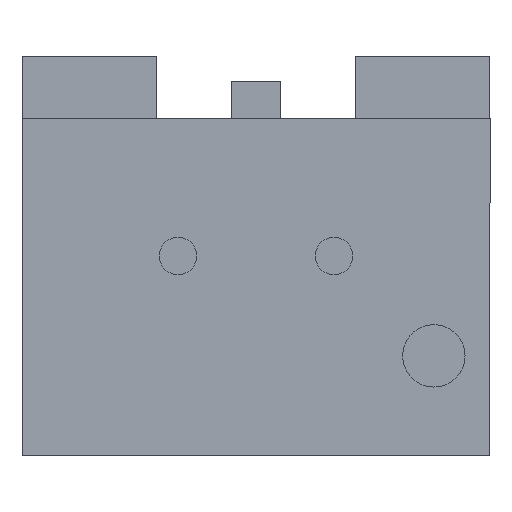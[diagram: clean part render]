
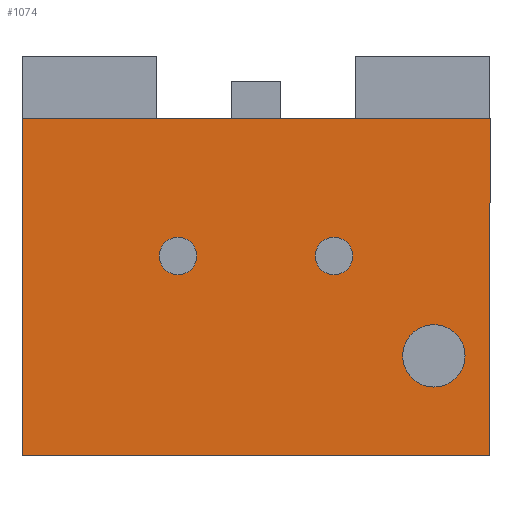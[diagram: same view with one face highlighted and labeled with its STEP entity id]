
A CAD part, front view. The second image highlights one B-rep face of the part: STEP entity #1074.
In plain terms, the highlighted planar face has unit normal (0, -1, 0).
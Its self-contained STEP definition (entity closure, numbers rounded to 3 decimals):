
#871 = CARTESIAN_POINT ( 'NONE',  ( 1.25, 0., 0. ) ) ;
#872 = AXIS2_PLACEMENT_3D ( 'NONE', #871, #879, #877 ) ;
#873 = CIRCLE ( 'NONE', #872, 0.3 ) ;
#877 = DIRECTION ( 'NONE',  ( 0., 0., 1. ) ) ;
#879 = DIRECTION ( 'NONE',  ( 0., -1., 0. ) ) ;
#884 = EDGE_LOOP ( 'NONE', ( #1243, #1088, #1079, #1075 ) ) ;
#888 = EDGE_CURVE ( 'NONE', #942, #943, #1338, .T. ) ;
#889 = ORIENTED_EDGE ( 'NONE', *, *, #888, .F. ) ;
#890 = ORIENTED_EDGE ( 'NONE', *, *, #924, .F. ) ;
#899 = EDGE_CURVE ( 'NONE', #900, #901, #1352, .T. ) ;
#900 = VERTEX_POINT ( 'NONE', #1347 ) ;
#901 = VERTEX_POINT ( 'NONE', #1346 ) ;
#907 = VERTEX_POINT ( 'NONE', #1262 ) ;
#909 = EDGE_CURVE ( 'NONE', #907, #918, #1260, .T. ) ;
#918 = VERTEX_POINT ( 'NONE', #1608 ) ;
#924 = EDGE_CURVE ( 'NONE', #943, #942, #1562, .T. ) ;
#942 = VERTEX_POINT ( 'NONE', #1732 ) ;
#943 = VERTEX_POINT ( 'NONE', #1731 ) ;
#992 = EDGE_CURVE ( 'NONE', #918, #907, #1511, .T. ) ;
#993 = ORIENTED_EDGE ( 'NONE', *, *, #909, .F. ) ;
#1074 = ADVANCED_FACE ( 'NONE', ( #1960, #1964, #1963, #1962 ), #2036, .F. ) ;
#1075 = ORIENTED_EDGE ( 'NONE', *, *, #1076, .T. ) ;
#1076 = EDGE_CURVE ( 'NONE', #1081, #1087, #2031, .T. ) ;
#1077 = EDGE_LOOP ( 'NONE', ( #1090, #1168 ) ) ;
#1078 = VERTEX_POINT ( 'NONE', #2027 ) ;
#1079 = ORIENTED_EDGE ( 'NONE', *, *, #1080, .T. ) ;
#1080 = EDGE_CURVE ( 'NONE', #1078, #1081, #2026, .T. ) ;
#1081 = VERTEX_POINT ( 'NONE', #2022 ) ;
#1083 = EDGE_LOOP ( 'NONE', ( #890, #889 ) ) ;
#1085 = EDGE_CURVE ( 'NONE', #1086, #1087, #2017, .T. ) ;
#1086 = VERTEX_POINT ( 'NONE', #2013 ) ;
#1087 = VERTEX_POINT ( 'NONE', #2012 ) ;
#1088 = ORIENTED_EDGE ( 'NONE', *, *, #1089, .T. ) ;
#1089 = EDGE_CURVE ( 'NONE', #1086, #1078, #2011, .T. ) ;
#1090 = ORIENTED_EDGE ( 'NONE', *, *, #899, .F. ) ;
#1168 = ORIENTED_EDGE ( 'NONE', *, *, #1169, .F. ) ;
#1169 = EDGE_CURVE ( 'NONE', #901, #900, #873, .T. ) ;
#1170 = EDGE_LOOP ( 'NONE', ( #1171, #993 ) ) ;
#1171 = ORIENTED_EDGE ( 'NONE', *, *, #992, .F. ) ;
#1243 = ORIENTED_EDGE ( 'NONE', *, *, #1085, .F. ) ;
#1256 = DIRECTION ( 'NONE',  ( 0., 0., 1. ) ) ;
#1257 = DIRECTION ( 'NONE',  ( 0., -1., 0. ) ) ;
#1258 = CARTESIAN_POINT ( 'NONE',  ( 2.85, 0., -1.6 ) ) ;
#1259 = AXIS2_PLACEMENT_3D ( 'NONE', #1258, #1257, #1256 ) ;
#1260 = CIRCLE ( 'NONE', #1259, 0.5 ) ;
#1262 = CARTESIAN_POINT ( 'NONE',  ( 2.85, 0., -2.1 ) ) ;
#1269 = DIRECTION ( 'NONE',  ( 0., 0., 1. ) ) ;
#1270 = DIRECTION ( 'NONE',  ( 0., -1., 0. ) ) ;
#1334 = DIRECTION ( 'NONE',  ( 0., 0., 1. ) ) ;
#1335 = DIRECTION ( 'NONE',  ( 0., -1., 0. ) ) ;
#1336 = CARTESIAN_POINT ( 'NONE',  ( -1.25, 0., 0. ) ) ;
#1337 = AXIS2_PLACEMENT_3D ( 'NONE', #1336, #1335, #1334 ) ;
#1338 = CIRCLE ( 'NONE', #1337, 0.3 ) ;
#1346 = CARTESIAN_POINT ( 'NONE',  ( 1.25, 0., 0.3 ) ) ;
#1347 = CARTESIAN_POINT ( 'NONE',  ( 1.25, 0., -0.3 ) ) ;
#1348 = DIRECTION ( 'NONE',  ( 0., 0., 1. ) ) ;
#1349 = DIRECTION ( 'NONE',  ( 0., -1., 0. ) ) ;
#1350 = CARTESIAN_POINT ( 'NONE',  ( 1.25, 0., 0. ) ) ;
#1351 = AXIS2_PLACEMENT_3D ( 'NONE', #1350, #1349, #1348 ) ;
#1352 = CIRCLE ( 'NONE', #1351, 0.3 ) ;
#1509 = CARTESIAN_POINT ( 'NONE',  ( 2.85, 0., -1.6 ) ) ;
#1510 = AXIS2_PLACEMENT_3D ( 'NONE', #1509, #1270, #1269 ) ;
#1511 = CIRCLE ( 'NONE', #1510, 0.5 ) ;
#1554 = DIRECTION ( 'NONE',  ( 0., 0., 1. ) ) ;
#1555 = DIRECTION ( 'NONE',  ( 0., -1., 0. ) ) ;
#1556 = CARTESIAN_POINT ( 'NONE',  ( -1.25, 0., 0. ) ) ;
#1557 = AXIS2_PLACEMENT_3D ( 'NONE', #1556, #1555, #1554 ) ;
#1562 = CIRCLE ( 'NONE', #1557, 0.3 ) ;
#1608 = CARTESIAN_POINT ( 'NONE',  ( 2.85, 0., -1.1 ) ) ;
#1731 = CARTESIAN_POINT ( 'NONE',  ( -1.25, 0., -0.3 ) ) ;
#1732 = CARTESIAN_POINT ( 'NONE',  ( -1.25, 0., 0.3 ) ) ;
#1960 = FACE_BOUND ( 'NONE', #1083, .T. ) ;
#1962 = FACE_BOUND ( 'NONE', #1170, .T. ) ;
#1963 = FACE_BOUND ( 'NONE', #1077, .T. ) ;
#1964 = FACE_OUTER_BOUND ( 'NONE', #884, .T. ) ;
#2008 = DIRECTION ( 'NONE',  ( -1., 0., 0. ) ) ;
#2009 = VECTOR ( 'NONE', #2008, 1000. ) ;
#2010 = CARTESIAN_POINT ( 'NONE',  ( -1.6, 0., 2.2 ) ) ;
#2011 = LINE ( 'NONE', #2010, #2009 ) ;
#2012 = CARTESIAN_POINT ( 'NONE',  ( 3.75, 0., -3.2 ) ) ;
#2013 = CARTESIAN_POINT ( 'NONE',  ( 3.75, 0., 2.2 ) ) ;
#2014 = DIRECTION ( 'NONE',  ( 0., 0., -1. ) ) ;
#2015 = VECTOR ( 'NONE', #2014, 1000. ) ;
#2016 = CARTESIAN_POINT ( 'NONE',  ( 3.75, 0., 3.2 ) ) ;
#2017 = LINE ( 'NONE', #2016, #2015 ) ;
#2022 = CARTESIAN_POINT ( 'NONE',  ( -3.75, 0., -3.2 ) ) ;
#2023 = DIRECTION ( 'NONE',  ( 0., 0., -1. ) ) ;
#2024 = VECTOR ( 'NONE', #2023, 1000. ) ;
#2025 = CARTESIAN_POINT ( 'NONE',  ( -3.75, 0., 3.2 ) ) ;
#2026 = LINE ( 'NONE', #2025, #2024 ) ;
#2027 = CARTESIAN_POINT ( 'NONE',  ( -3.75, 0., 2.2 ) ) ;
#2028 = DIRECTION ( 'NONE',  ( 1., 0., 0. ) ) ;
#2029 = VECTOR ( 'NONE', #2028, 1000. ) ;
#2030 = CARTESIAN_POINT ( 'NONE',  ( -3.75, 0., -3.2 ) ) ;
#2031 = LINE ( 'NONE', #2030, #2029 ) ;
#2032 = DIRECTION ( 'NONE',  ( 0., 0., 1. ) ) ;
#2033 = DIRECTION ( 'NONE',  ( 0., 1., 0. ) ) ;
#2034 = CARTESIAN_POINT ( 'NONE',  ( -3.75, 0., 3.2 ) ) ;
#2035 = AXIS2_PLACEMENT_3D ( 'NONE', #2034, #2033, #2032 ) ;
#2036 = PLANE ( 'NONE',  #2035 ) ;
